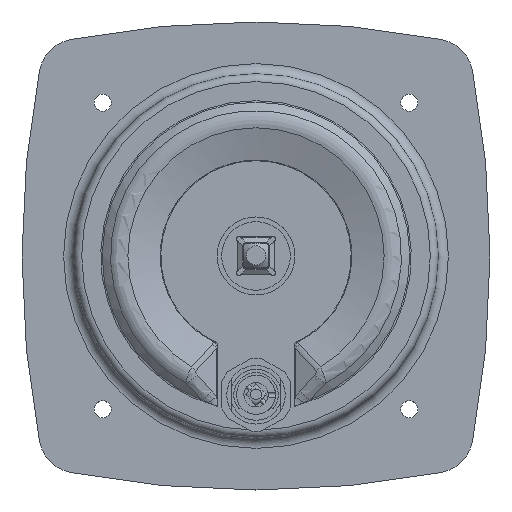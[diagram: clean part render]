
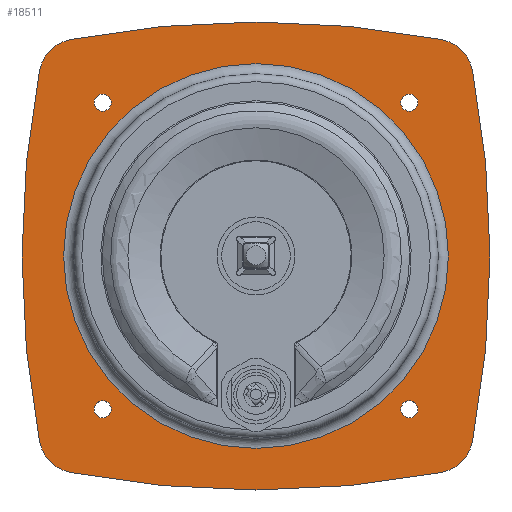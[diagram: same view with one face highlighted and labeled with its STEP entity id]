
A CAD part, top view. The second image highlights one B-rep face of the part: STEP entity #18511.
In plain terms, the highlighted planar face has unit normal (0, 0, 1).
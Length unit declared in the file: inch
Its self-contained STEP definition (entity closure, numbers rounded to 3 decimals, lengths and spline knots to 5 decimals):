
#748=FACE_BOUND('',#2821,.T.);
#749=FACE_BOUND('',#2822,.T.);
#750=FACE_BOUND('',#2823,.T.);
#751=FACE_BOUND('',#2824,.T.);
#752=FACE_BOUND('',#2825,.T.);
#916=PLANE('',#19991);
#1682=FACE_OUTER_BOUND('',#2820,.T.);
#2820=EDGE_LOOP('',(#12871,#12872,#12873,#12874,#12875,#12876,#12877,#12878));
#2821=EDGE_LOOP('',(#12879));
#2822=EDGE_LOOP('',(#12880));
#2823=EDGE_LOOP('',(#12881));
#2824=EDGE_LOOP('',(#12882));
#2825=EDGE_LOOP('',(#12883));
#7362=CIRCLE('',#19904,0.1095);
#7364=CIRCLE('',#19907,0.1095);
#7366=CIRCLE('',#19910,0.1095);
#7368=CIRCLE('',#19913,0.1095);
#7370=CIRCLE('',#19916,0.5);
#7372=CIRCLE('',#19919,12.6927);
#7374=CIRCLE('',#19922,0.5);
#7376=CIRCLE('',#19925,12.6927);
#7378=CIRCLE('',#19928,0.5);
#7380=CIRCLE('',#19931,12.6927);
#7382=CIRCLE('',#19934,0.5);
#7384=CIRCLE('',#19937,12.6927);
#7414=CIRCLE('',#19990,2.467);
#8062=VERTEX_POINT('',#26826);
#8064=VERTEX_POINT('',#26832);
#8066=VERTEX_POINT('',#26838);
#8068=VERTEX_POINT('',#26844);
#8071=VERTEX_POINT('',#26851);
#8072=VERTEX_POINT('',#26853);
#8074=VERTEX_POINT('',#26859);
#8076=VERTEX_POINT('',#26865);
#8078=VERTEX_POINT('',#26871);
#8080=VERTEX_POINT('',#26877);
#8082=VERTEX_POINT('',#26883);
#8084=VERTEX_POINT('',#26889);
#8134=VERTEX_POINT('',#27476);
#9828=EDGE_CURVE('',#8062,#8062,#7362,.T.);
#9831=EDGE_CURVE('',#8064,#8064,#7364,.T.);
#9834=EDGE_CURVE('',#8066,#8066,#7366,.T.);
#9837=EDGE_CURVE('',#8068,#8068,#7368,.T.);
#9840=EDGE_CURVE('',#8071,#8072,#7370,.T.);
#9844=EDGE_CURVE('',#8074,#8071,#7372,.T.);
#9847=EDGE_CURVE('',#8076,#8074,#7374,.T.);
#9850=EDGE_CURVE('',#8078,#8076,#7376,.T.);
#9853=EDGE_CURVE('',#8080,#8078,#7378,.T.);
#9856=EDGE_CURVE('',#8082,#8080,#7380,.T.);
#9859=EDGE_CURVE('',#8084,#8082,#7382,.T.);
#9861=EDGE_CURVE('',#8072,#8084,#7384,.T.);
#9944=EDGE_CURVE('',#8134,#8134,#7414,.T.);
#12871=ORIENTED_EDGE('',*,*,#9847,.F.);
#12872=ORIENTED_EDGE('',*,*,#9850,.F.);
#12873=ORIENTED_EDGE('',*,*,#9853,.F.);
#12874=ORIENTED_EDGE('',*,*,#9856,.F.);
#12875=ORIENTED_EDGE('',*,*,#9859,.F.);
#12876=ORIENTED_EDGE('',*,*,#9861,.F.);
#12877=ORIENTED_EDGE('',*,*,#9840,.F.);
#12878=ORIENTED_EDGE('',*,*,#9844,.F.);
#12879=ORIENTED_EDGE('',*,*,#9828,.T.);
#12880=ORIENTED_EDGE('',*,*,#9831,.T.);
#12881=ORIENTED_EDGE('',*,*,#9834,.T.);
#12882=ORIENTED_EDGE('',*,*,#9837,.T.);
#12883=ORIENTED_EDGE('',*,*,#9944,.F.);
#18511=ADVANCED_FACE('',(#1682,#748,#749,#750,#751,#752),#916,.T.);
#19904=AXIS2_PLACEMENT_3D('',#26828,#21661,#21662);
#19907=AXIS2_PLACEMENT_3D('',#26834,#21668,#21669);
#19910=AXIS2_PLACEMENT_3D('',#26840,#21675,#21676);
#19913=AXIS2_PLACEMENT_3D('',#26846,#21682,#21683);
#19916=AXIS2_PLACEMENT_3D('',#26854,#21689,#21690);
#19919=AXIS2_PLACEMENT_3D('',#26861,#21697,#21698);
#19922=AXIS2_PLACEMENT_3D('',#26867,#21704,#21705);
#19925=AXIS2_PLACEMENT_3D('',#26873,#21711,#21712);
#19928=AXIS2_PLACEMENT_3D('',#26879,#21718,#21719);
#19931=AXIS2_PLACEMENT_3D('',#26885,#21725,#21726);
#19934=AXIS2_PLACEMENT_3D('',#26891,#21732,#21733);
#19937=AXIS2_PLACEMENT_3D('',#26894,#21738,#21739);
#19990=AXIS2_PLACEMENT_3D('',#27478,#21857,#21858);
#19991=AXIS2_PLACEMENT_3D('',#27479,#21859,#21860);
#21661=DIRECTION('center_axis',(0.,0.,-1.));
#21662=DIRECTION('ref_axis',(-1.,0.,0.));
#21668=DIRECTION('center_axis',(0.,0.,-1.));
#21669=DIRECTION('ref_axis',(-1.,0.,0.));
#21675=DIRECTION('center_axis',(0.,0.,-1.));
#21676=DIRECTION('ref_axis',(-1.,0.,0.));
#21682=DIRECTION('center_axis',(0.,0.,-1.));
#21683=DIRECTION('ref_axis',(-1.,0.,0.));
#21689=DIRECTION('center_axis',(0.,0.,-1.));
#21690=DIRECTION('ref_axis',(0.982,0.187,0.));
#21697=DIRECTION('center_axis',(0.,0.,-1.));
#21698=DIRECTION('ref_axis',(0.187,0.982,0.));
#21704=DIRECTION('center_axis',(0.,0.,-1.));
#21705=DIRECTION('ref_axis',(-0.187,0.982,0.));
#21711=DIRECTION('center_axis',(0.,0.,-1.));
#21712=DIRECTION('ref_axis',(-0.982,0.187,0.));
#21718=DIRECTION('center_axis',(0.,0.,-1.));
#21719=DIRECTION('ref_axis',(-0.982,-0.187,0.));
#21725=DIRECTION('center_axis',(0.,0.,-1.));
#21726=DIRECTION('ref_axis',(-0.187,-0.982,0.));
#21732=DIRECTION('center_axis',(0.,0.,-1.));
#21733=DIRECTION('ref_axis',(0.187,-0.982,0.));
#21738=DIRECTION('center_axis',(0.,0.,-1.));
#21739=DIRECTION('ref_axis',(0.982,-0.187,0.));
#21857=DIRECTION('center_axis',(0.,0.,1.));
#21858=DIRECTION('ref_axis',(-1.,0.,0.));
#21859=DIRECTION('center_axis',(0.,0.,1.));
#21860=DIRECTION('ref_axis',(1.,0.,0.));
#26826=CARTESIAN_POINT('',(2.07615,-1.96665,0.042));
#26828=CARTESIAN_POINT('Origin',(1.96665,-1.96665,0.042));
#26832=CARTESIAN_POINT('',(-1.85715,-1.96665,0.042));
#26834=CARTESIAN_POINT('Origin',(-1.96665,-1.96665,0.042));
#26838=CARTESIAN_POINT('',(-1.85715,1.96665,0.042));
#26840=CARTESIAN_POINT('Origin',(-1.96665,1.96665,0.042));
#26844=CARTESIAN_POINT('',(2.07615,1.96665,0.042));
#26846=CARTESIAN_POINT('Origin',(1.96665,1.96665,0.042));
#26851=CARTESIAN_POINT('',(-2.37781,-2.77529,0.042));
#26853=CARTESIAN_POINT('',(-2.77529,-2.37781,0.042));
#26854=CARTESIAN_POINT('Origin',(-2.28414,-2.28414,0.042));
#26859=CARTESIAN_POINT('',(2.37781,-2.77529,0.042));
#26861=CARTESIAN_POINT('Origin',(0.,9.6927,0.042));
#26865=CARTESIAN_POINT('',(2.77529,-2.37781,0.042));
#26867=CARTESIAN_POINT('Origin',(2.28414,-2.28414,0.042));
#26871=CARTESIAN_POINT('',(2.77529,2.37781,0.042));
#26873=CARTESIAN_POINT('Origin',(-9.6927,0.,0.042));
#26877=CARTESIAN_POINT('',(2.37781,2.77529,0.042));
#26879=CARTESIAN_POINT('Origin',(2.28414,2.28414,0.042));
#26883=CARTESIAN_POINT('',(-2.37781,2.77529,0.042));
#26885=CARTESIAN_POINT('Origin',(0.,-9.6927,0.042));
#26889=CARTESIAN_POINT('',(-2.77529,2.37781,0.042));
#26891=CARTESIAN_POINT('Origin',(-2.28414,2.28414,0.042));
#26894=CARTESIAN_POINT('Origin',(9.6927,0.,0.042));
#27476=CARTESIAN_POINT('',(2.467,0.,0.042));
#27478=CARTESIAN_POINT('Origin',(0.,0.,0.042));
#27479=CARTESIAN_POINT('Origin',(0.,-0.47,
0.042));
